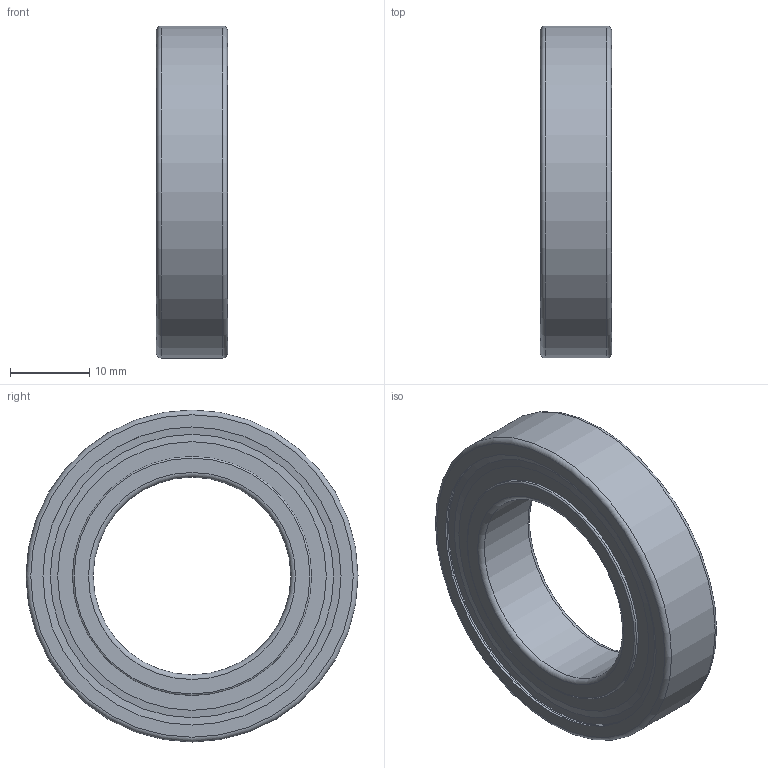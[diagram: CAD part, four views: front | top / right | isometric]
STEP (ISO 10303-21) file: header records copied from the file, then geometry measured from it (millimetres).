
FILE_DESCRIPTION( ( 'STEP AP214' ), '1' );
FILE_NAME( '61905-2RS1.stp', '2018-12-03T20:44:11', ( '' ), ( '' ), ' ', 'PARTsolutions', ' ' );
FILE_SCHEMA( ( 'AUTOMOTIVE_DESIGN { 1 0 10303 214 1 1 1 1 }' ) );
Length unit declared in the file: millimetre
Products named in the file (5): 61905-2RS1; _61905-2RS1_PART1; _61905-2RS1_PART2; _61905-2RS1_PART3; _61905-2RS1_PART4
Assembly tree (28 placements, depth 2):
  61905-2RS1
    _61905-2RS1_PART1
    _61905-2RS1_PART2
    _61905-2RS1_PART3  x13
    _61905-2RS1_PART4  x13
Bounding box: 9 x 42 x 42 mm (x, y, z)
Volume: 5686 mm3; surface area: 7575 mm2
Topology: 15 solids, 15 shells, 53 faces, 109 edges, 79 vertices
Faces by surface type: sphere 13, cylinder 12, plane 10, torus 10, cone 8
Full cylindrical faces by diameter (mm): 25 x1, 30.25 x4, 35.3 x2, 37.7 x4, 42 x1
Entity records: 1444 total; most frequent: DIRECTION 220, CARTESIAN_POINT 154, AXIS2_PLACEMENT_3D 110, EDGE_LOOP 80, ORIENTED_EDGE 80, FACE_OUTER_BOUND 62, VERTEX_POINT 43, STYLED_ITEM 41
